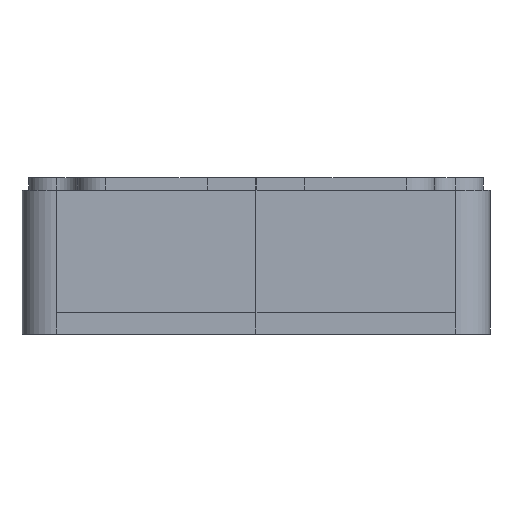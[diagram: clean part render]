
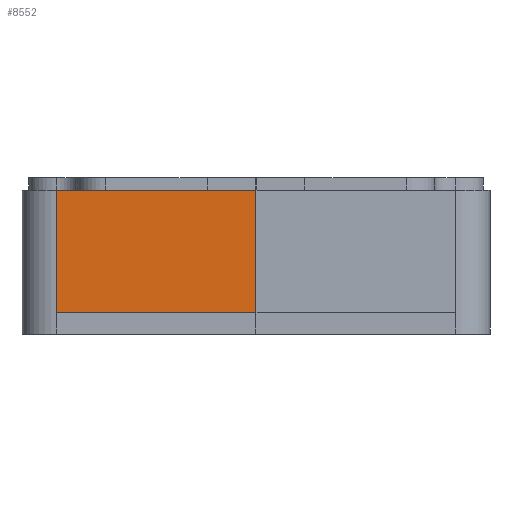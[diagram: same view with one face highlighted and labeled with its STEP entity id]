
A CAD part, left-side view. The second image highlights one B-rep face of the part: STEP entity #8552.
In plain terms, the highlighted planar face has unit normal (-1, 0, 0).
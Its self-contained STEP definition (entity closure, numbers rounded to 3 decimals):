
#7829 = VERTEX_POINT('',#7830);
#7830 = CARTESIAN_POINT('',(-60.,27.7,20.));
#7954 = VERTEX_POINT('',#7955);
#7955 = CARTESIAN_POINT('',(-60.,0.,20.));
#7961 = EDGE_CURVE('',#7954,#7829,#7962,.T.);
#7962 = LINE('',#7963,#7964);
#7963 = CARTESIAN_POINT('',(-60.,0.,20.));
#7964 = VECTOR('',#7965,1.);
#7965 = DIRECTION('',(0.,1.,0.));
#8552 = ADVANCED_FACE('',(#8553),#8578,.T.);
#8553 = FACE_BOUND('',#8554,.F.);
#8554 = EDGE_LOOP('',(#8555,#8563,#8571,#8577));
#8555 = ORIENTED_EDGE('',*,*,#8556,.F.);
#8556 = EDGE_CURVE('',#8557,#7954,#8559,.T.);
#8557 = VERTEX_POINT('',#8558);
#8558 = CARTESIAN_POINT('',(-60.,0.,3.));
#8559 = LINE('',#8560,#8561);
#8560 = CARTESIAN_POINT('',(-60.,0.,0.));
#8561 = VECTOR('',#8562,1.);
#8562 = DIRECTION('',(0.,0.,1.));
#8563 = ORIENTED_EDGE('',*,*,#8564,.T.);
#8564 = EDGE_CURVE('',#8557,#8565,#8567,.T.);
#8565 = VERTEX_POINT('',#8566);
#8566 = CARTESIAN_POINT('',(-60.,27.7,3.));
#8567 = LINE('',#8568,#8569);
#8568 = CARTESIAN_POINT('',(-60.,0.,3.));
#8569 = VECTOR('',#8570,1.);
#8570 = DIRECTION('',(0.,1.,0.));
#8571 = ORIENTED_EDGE('',*,*,#8572,.T.);
#8572 = EDGE_CURVE('',#8565,#7829,#8573,.T.);
#8573 = LINE('',#8574,#8575);
#8574 = CARTESIAN_POINT('',(-60.,27.7,0.));
#8575 = VECTOR('',#8576,1.);
#8576 = DIRECTION('',(0.,0.,1.));
#8577 = ORIENTED_EDGE('',*,*,#7961,.F.);
#8578 = PLANE('',#8579);
#8579 = AXIS2_PLACEMENT_3D('',#8580,#8581,#8582);
#8580 = CARTESIAN_POINT('',(-60.,0.,0.));
#8581 = DIRECTION('',(-1.,-0.,-0.));
#8582 = DIRECTION('',(0.,0.,-1.));
